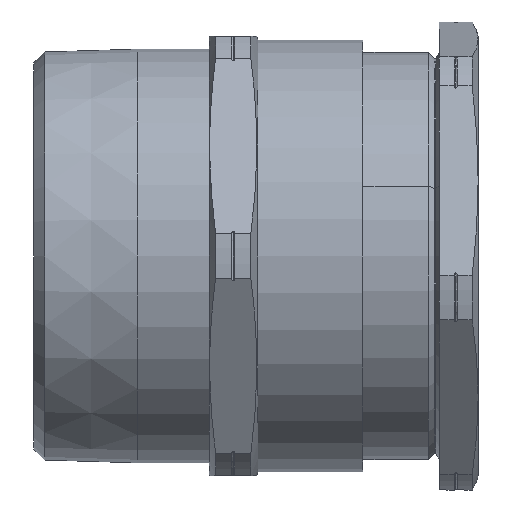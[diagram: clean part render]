
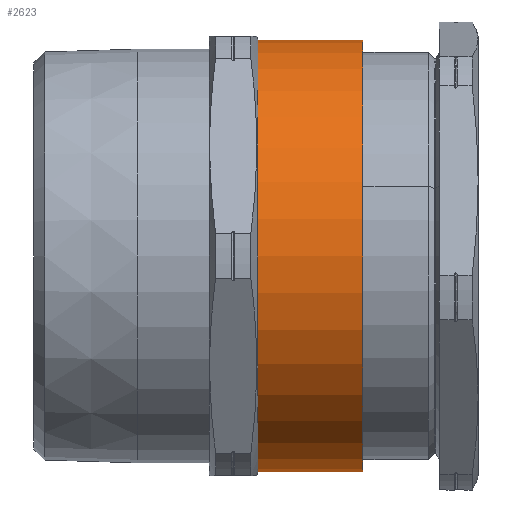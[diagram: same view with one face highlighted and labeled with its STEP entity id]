
A CAD part, front view. The second image highlights one B-rep face of the part: STEP entity #2623.
In plain terms, the highlighted cylindrical face has radius 53 mm (diameter 106 mm), a partial arc.
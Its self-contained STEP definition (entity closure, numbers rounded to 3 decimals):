
#44 = DIRECTION ( 'NONE',  ( 0., 0., -1. ) ) ;
#75 = LINE ( 'NONE', #3044, #509 ) ;
#147 = VERTEX_POINT ( 'NONE', #2459 ) ;
#173 = DIRECTION ( 'NONE',  ( 1., 0., 0. ) ) ;
#191 = CARTESIAN_POINT ( 'NONE',  ( 80.8, 0., -53. ) ) ;
#235 = EDGE_CURVE ( 'NONE', #147, #516, #75, .T. ) ;
#241 = CIRCLE ( 'NONE', #2390, 53. ) ;
#281 = VECTOR ( 'NONE', #739, 1000. ) ;
#335 = CARTESIAN_POINT ( 'NONE',  ( 80.8, 0., 53. ) ) ;
#509 = VECTOR ( 'NONE', #1657, 1000. ) ;
#514 = DIRECTION ( 'NONE',  ( 0., 0., -1. ) ) ;
#516 = VERTEX_POINT ( 'NONE', #335 ) ;
#610 = CYLINDRICAL_SURFACE ( 'NONE', #2570, 53. ) ;
#644 = CARTESIAN_POINT ( 'NONE',  ( 55., 0., 0. ) ) ;
#671 = CARTESIAN_POINT ( 'NONE',  ( 55., 0., -53. ) ) ;
#739 = DIRECTION ( 'NONE',  ( 1., 0., 0. ) ) ;
#792 = VERTEX_POINT ( 'NONE', #671 ) ;
#810 = EDGE_LOOP ( 'NONE', ( #1112, #1812, #3227, #3210 ) ) ;
#833 = EDGE_CURVE ( 'NONE', #516, #1148, #241, .T. ) ;
#1013 = DIRECTION ( 'NONE',  ( 0., 0., -1. ) ) ;
#1112 = ORIENTED_EDGE ( 'NONE', *, *, #235, .F. ) ;
#1148 = VERTEX_POINT ( 'NONE', #2727 ) ;
#1322 = DIRECTION ( 'NONE',  ( 1., 0., 0. ) ) ;
#1657 = DIRECTION ( 'NONE',  ( 1., 0., 0. ) ) ;
#1812 = ORIENTED_EDGE ( 'NONE', *, *, #2908, .T. ) ;
#1836 = LINE ( 'NONE', #191, #281 ) ;
#1888 = EDGE_CURVE ( 'NONE', #792, #1148, #1836, .T. ) ;
#2090 = CARTESIAN_POINT ( 'NONE',  ( 80.8, 0., 0. ) ) ;
#2390 = AXIS2_PLACEMENT_3D ( 'NONE', #2090, #173, #1013 ) ;
#2459 = CARTESIAN_POINT ( 'NONE',  ( 55., 0., 53. ) ) ;
#2570 = AXIS2_PLACEMENT_3D ( 'NONE', #2976, #1322, #514 ) ;
#2623 = ADVANCED_FACE ( 'NONE', ( #3578 ), #610, .T. ) ;
#2727 = CARTESIAN_POINT ( 'NONE',  ( 80.8, 0., -53. ) ) ;
#2908 = EDGE_CURVE ( 'NONE', #147, #792, #3029, .T. ) ;
#2976 = CARTESIAN_POINT ( 'NONE',  ( 80.8, 0., 0. ) ) ;
#2993 = AXIS2_PLACEMENT_3D ( 'NONE', #644, #3369, #44 ) ;
#3029 = CIRCLE ( 'NONE', #2993, 53. ) ;
#3044 = CARTESIAN_POINT ( 'NONE',  ( 80.8, 0., 53. ) ) ;
#3210 = ORIENTED_EDGE ( 'NONE', *, *, #833, .F. ) ;
#3227 = ORIENTED_EDGE ( 'NONE', *, *, #1888, .T. ) ;
#3369 = DIRECTION ( 'NONE',  ( 1., 0., 0. ) ) ;
#3578 = FACE_OUTER_BOUND ( 'NONE', #810, .T. ) ;
